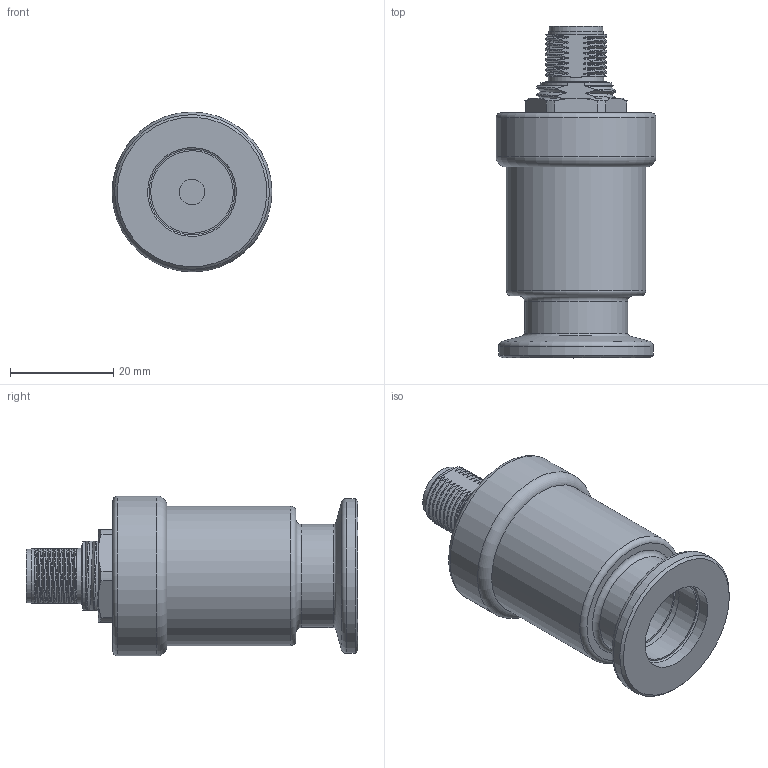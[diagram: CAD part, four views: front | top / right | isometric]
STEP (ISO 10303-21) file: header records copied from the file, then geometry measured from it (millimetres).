
FILE_DESCRIPTION(/* description */ (''),/* implementation_level */ '2;1');
FILE_NAME(/* name */ 'ASSY-M-TRD-KF16-REV2 (SOLID) new.step',/* time_stamp */ '2020-09-18T11:57:05+02:00',/* author */ (''),/* organization */ (''),/* preprocessor_version */ 'ST-DEVELOPER v18.1',/* originating_system */ 'Autodesk Translation Framework v9.3.0.1241',/* authorisation */ '');
FILE_SCHEMA (('AUTOMOTIVE_DESIGN { 1 0 10303 214 3 1 1 }'));
Length unit declared in the file: millimetre
Products named in the file (1): ASSY-M-TRD-KF16-REV2 (SOLID)
Bounding box: 31 x 64.3 x 31 mm (x, y, z)
Volume: 26074.9 mm3; surface area: 8781.9 mm2
Topology: 1 solids, 2 shells, 293 faces, 800 edges, 527 vertices
Faces by surface type: plane 107, cylinder 95, bspline 70, cone 10, torus 7, sphere 4
Full cylindrical faces by diameter (mm): 1 x4, 1.45 x1, 5 x1, 10.4 x1, 10.6 x1, 10.8 x1, 15.2 x1, 16 x2, 16.8 x1, 17.2 x1, 20 x1, 27 x1, 27.25 x1, 30 x1, 31 x1
Entity records: 25238 total; most frequent: CARTESIAN_POINT 18474, ORIENTED_EDGE 1592, DIRECTION 1136, EDGE_CURVE 796, VERTEX_POINT 527, LINE 386, VECTOR 386, AXIS2_PLACEMENT_3D 375
